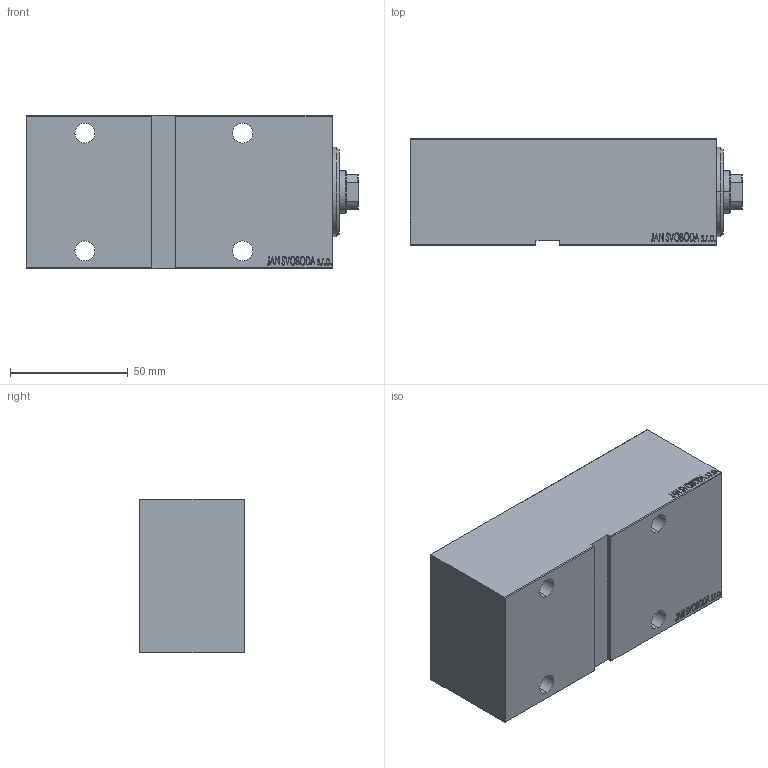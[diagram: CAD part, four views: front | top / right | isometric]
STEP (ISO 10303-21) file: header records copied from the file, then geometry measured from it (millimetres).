
FILE_DESCRIPTION (( 'STEP AP203' ), '1' );
FILE_NAME ('f108.STEP', '2021-03-19T02:51:33', ( '' ), ( '' ), 'SwSTEP 2.0', 'SolidWorks 2019', '' );
FILE_SCHEMA (( 'CONFIG_CONTROL_DESIGN' ));
Length unit declared in the file: millimetre
Products named in the file (4): V450CM_VC_B 02b6271bf1de55087b3fc75ac6807dde; f108; V450CM_E_VCP 02b6271bf1de55087b3fc75ac6807dde; V450CM_E 02b6271bf1de55087b3fc75ac6807dde
Assembly tree (3 placements, depth 2):
  f108
    V450CM_E 02b6271bf1de55087b3fc75ac6807dde
    V450CM_E_VCP 02b6271bf1de55087b3fc75ac6807dde
    V450CM_VC_B 02b6271bf1de55087b3fc75ac6807dde
Bounding box: 141 x 45 x 65 mm (x, y, z)
Volume: 343837 mm3; surface area: 65098.3 mm2
Topology: 3 solids, 3 shells, 859 faces, 2213 edges, 1467 vertices
Faces by surface type: plane 411, bspline 380, cylinder 54, cone 14
Entity records: 43355 total; most frequent: CARTESIAN_POINT 24507, ORIENTED_EDGE 4422, DIRECTION 2527, EDGE_CURVE 2211, VERTEX_POINT 1467, VECTOR 1317, LINE 1317, EDGE_LOOP 982
